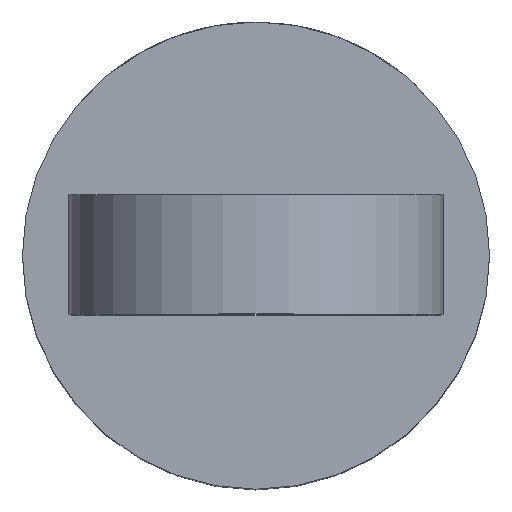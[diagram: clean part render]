
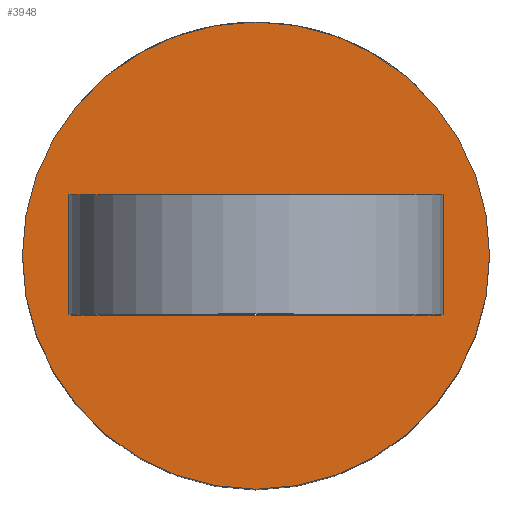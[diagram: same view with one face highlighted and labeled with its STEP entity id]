
A CAD part, top view. The second image highlights one B-rep face of the part: STEP entity #3948.
In plain terms, the highlighted planar face has unit normal (0, 0, 1).
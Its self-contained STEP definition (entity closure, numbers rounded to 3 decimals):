
#70 = CARTESIAN_POINT ( 'NONE',  ( 0.22, 0.405, 3.05 ) ) ;
#146 = DIRECTION ( 'NONE',  ( 0., 1., 0. ) ) ;
#889 = LINE ( 'NONE', #4778, #913 ) ;
#913 = VECTOR ( 'NONE', #7116, 1000. ) ;
#1030 = VERTEX_POINT ( 'NONE', #3359 ) ;
#1908 = LINE ( 'NONE', #14821, #4328 ) ;
#1913 = LINE ( 'NONE', #5871, #5708 ) ;
#2066 = EDGE_CURVE ( 'NONE', #11659, #4605, #2676, .T. ) ;
#2676 = LINE ( 'NONE', #4946, #10258 ) ;
#2854 = CARTESIAN_POINT ( 'NONE',  ( 1.585, 0., 3.05 ) ) ;
#2878 = VERTEX_POINT ( 'NONE', #12743 ) ;
#3337 = CARTESIAN_POINT ( 'NONE',  ( 0., 0., 3.05 ) ) ;
#3359 = CARTESIAN_POINT ( 'NONE',  ( -1.585, 0., 3.05 ) ) ;
#3494 = CARTESIAN_POINT ( 'NONE',  ( 0., 0., 3.05 ) ) ;
#3646 = EDGE_CURVE ( 'NONE', #14853, #2878, #7627, .T. ) ;
#3673 = CARTESIAN_POINT ( 'NONE',  ( -0.6, 0.405, 3.05 ) ) ;
#3948 = ADVANCED_FACE ( 'NONE', ( #10609, #5428 ), #15797, .T. ) ;
#4197 = ORIENTED_EDGE ( 'NONE', *, *, #14837, .F. ) ;
#4328 = VECTOR ( 'NONE', #4339, 1000. ) ;
#4339 = DIRECTION ( 'NONE',  ( -1., 0., 0. ) ) ;
#4525 = VERTEX_POINT ( 'NONE', #2854 ) ;
#4605 = VERTEX_POINT ( 'NONE', #11150 ) ;
#4714 = VERTEX_POINT ( 'NONE', #7614 ) ;
#4778 = CARTESIAN_POINT ( 'NONE',  ( 0., -0.405, 3.05 ) ) ;
#4832 = DIRECTION ( 'NONE',  ( 1., 0., 0. ) ) ;
#4880 = VERTEX_POINT ( 'NONE', #10419 ) ;
#4938 = CARTESIAN_POINT ( 'NONE',  ( 0.6, -0.405, 3.05 ) ) ;
#4946 = CARTESIAN_POINT ( 'NONE',  ( 0.6, 0.405, 3.05 ) ) ;
#5257 = ORIENTED_EDGE ( 'NONE', *, *, #2066, .F. ) ;
#5414 = AXIS2_PLACEMENT_3D ( 'NONE', #3494, #6602, #11809 ) ;
#5428 = FACE_OUTER_BOUND ( 'NONE', #9823, .T. ) ;
#5708 = VECTOR ( 'NONE', #14742, 1000. ) ;
#5871 = CARTESIAN_POINT ( 'NONE',  ( -0.6, -0.405, 3.05 ) ) ;
#5887 = ORIENTED_EDGE ( 'NONE', *, *, #12340, .T. ) ;
#6054 = AXIS2_PLACEMENT_3D ( 'NONE', #3337, #13158, #15990 ) ;
#6216 = AXIS2_PLACEMENT_3D ( 'NONE', #13308, #9260, #12136 ) ;
#6264 = EDGE_CURVE ( 'NONE', #12701, #4714, #9691, .T. ) ;
#6602 = DIRECTION ( 'NONE',  ( 0., 0., 1. ) ) ;
#7116 = DIRECTION ( 'NONE',  ( -1., 0., 0. ) ) ;
#7161 = DIRECTION ( 'NONE',  ( 0., -1., 0. ) ) ;
#7262 = CARTESIAN_POINT ( 'NONE',  ( -0.6, -0.405, 3.05 ) ) ;
#7423 = ORIENTED_EDGE ( 'NONE', *, *, #15365, .F. ) ;
#7485 = ORIENTED_EDGE ( 'NONE', *, *, #10749, .F. ) ;
#7614 = CARTESIAN_POINT ( 'NONE',  ( -0.22, -0.405, 3.05 ) ) ;
#7627 = LINE ( 'NONE', #16349, #8039 ) ;
#7934 = VECTOR ( 'NONE', #7979, 1000. ) ;
#7979 = DIRECTION ( 'NONE',  ( -1., 0., 0. ) ) ;
#8039 = VECTOR ( 'NONE', #9894, 1000. ) ;
#8720 = ORIENTED_EDGE ( 'NONE', *, *, #13201, .F. ) ;
#9020 = ORIENTED_EDGE ( 'NONE', *, *, #3646, .F. ) ;
#9260 = DIRECTION ( 'NONE',  ( 0., 0., 1. ) ) ;
#9294 = EDGE_CURVE ( 'NONE', #11659, #4880, #889, .T. ) ;
#9516 = CIRCLE ( 'NONE', #6054, 1.585 ) ;
#9691 = LINE ( 'NONE', #7262, #16205 ) ;
#9745 = VECTOR ( 'NONE', #7161, 1000. ) ;
#9823 = EDGE_LOOP ( 'NONE', ( #11240, #5887 ) ) ;
#9894 = DIRECTION ( 'NONE',  ( -1., 0., 0. ) ) ;
#10258 = VECTOR ( 'NONE', #146, 1000. ) ;
#10356 = ORIENTED_EDGE ( 'NONE', *, *, #9294, .T. ) ;
#10419 = CARTESIAN_POINT ( 'NONE',  ( 0.22, -0.405, 3.05 ) ) ;
#10609 = FACE_BOUND ( 'NONE', #16507, .T. ) ;
#10749 = EDGE_CURVE ( 'NONE', #4605, #14853, #15526, .T. ) ;
#11150 = CARTESIAN_POINT ( 'NONE',  ( 0.6, 0.405, 3.05 ) ) ;
#11240 = ORIENTED_EDGE ( 'NONE', *, *, #15527, .T. ) ;
#11659 = VERTEX_POINT ( 'NONE', #4938 ) ;
#11780 = CARTESIAN_POINT ( 'NONE',  ( -0.6, 0.405, 3.05 ) ) ;
#11809 = DIRECTION ( 'NONE',  ( 1., 0., 0. ) ) ;
#12136 = DIRECTION ( 'NONE',  ( 1., 0., 0. ) ) ;
#12187 = ORIENTED_EDGE ( 'NONE', *, *, #6264, .F. ) ;
#12340 = EDGE_CURVE ( 'NONE', #4525, #1030, #9516, .T. ) ;
#12652 = CIRCLE ( 'NONE', #5414, 1.585 ) ;
#12701 = VERTEX_POINT ( 'NONE', #14894 ) ;
#12743 = CARTESIAN_POINT ( 'NONE',  ( -0.22, 0.405, 3.05 ) ) ;
#12769 = CARTESIAN_POINT ( 'NONE',  ( -0.6, 0.405, 3.05 ) ) ;
#13158 = DIRECTION ( 'NONE',  ( 0., 0., 1. ) ) ;
#13201 = EDGE_CURVE ( 'NONE', #4714, #4880, #1913, .T. ) ;
#13308 = CARTESIAN_POINT ( 'NONE',  ( 0., 0., 3.05 ) ) ;
#13642 = LINE ( 'NONE', #12769, #9745 ) ;
#14742 = DIRECTION ( 'NONE',  ( 1., 0., 0. ) ) ;
#14773 = VERTEX_POINT ( 'NONE', #3673 ) ;
#14821 = CARTESIAN_POINT ( 'NONE',  ( -0.6, 0.405, 3.05 ) ) ;
#14837 = EDGE_CURVE ( 'NONE', #14773, #12701, #13642, .T. ) ;
#14853 = VERTEX_POINT ( 'NONE', #70 ) ;
#14894 = CARTESIAN_POINT ( 'NONE',  ( -0.6, -0.405, 3.05 ) ) ;
#15365 = EDGE_CURVE ( 'NONE', #2878, #14773, #1908, .T. ) ;
#15526 = LINE ( 'NONE', #11780, #7934 ) ;
#15527 = EDGE_CURVE ( 'NONE', #1030, #4525, #12652, .T. ) ;
#15797 = PLANE ( 'NONE',  #6216 ) ;
#15990 = DIRECTION ( 'NONE',  ( 1., 0., 0. ) ) ;
#16205 = VECTOR ( 'NONE', #4832, 1000. ) ;
#16349 = CARTESIAN_POINT ( 'NONE',  ( -0.6, 0.405, 3.05 ) ) ;
#16507 = EDGE_LOOP ( 'NONE', ( #5257, #10356, #8720, #12187, #4197, #7423, #9020, #7485 ) ) ;
